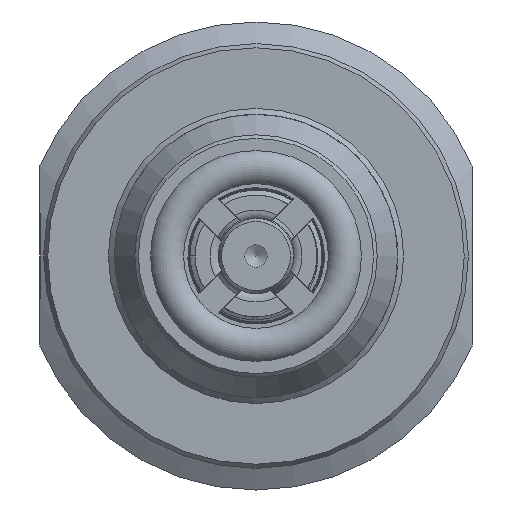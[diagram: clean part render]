
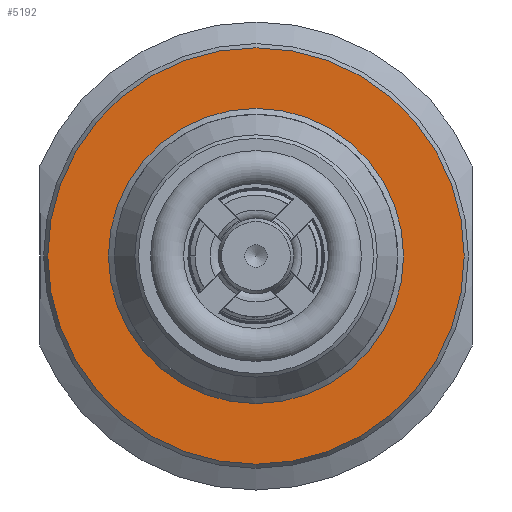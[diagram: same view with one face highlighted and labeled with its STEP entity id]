
A CAD part, left-side view. The second image highlights one B-rep face of the part: STEP entity #5192.
In plain terms, the highlighted planar face has unit normal (-1, 0, 0).
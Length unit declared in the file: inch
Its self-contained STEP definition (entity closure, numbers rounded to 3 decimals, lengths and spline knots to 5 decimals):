
#1157=PLANE('',#5555);
#1249=FACE_BOUND('',#1859,.T.);
#1530=FACE_OUTER_BOUND('',#1858,.T.);
#1858=EDGE_LOOP('',(#4720));
#1859=EDGE_LOOP('',(#4721));
#2077=CIRCLE('',#5556,0.57836);
#2078=CIRCLE('',#5557,0.41);
#2577=VERTEX_POINT('',#11260);
#2578=VERTEX_POINT('',#11262);
#3308=EDGE_CURVE('',#2577,#2577,#2077,.T.);
#3309=EDGE_CURVE('',#2578,#2578,#2078,.T.);
#4720=ORIENTED_EDGE('',*,*,#3308,.F.);
#4721=ORIENTED_EDGE('',*,*,#3309,.F.);
#5192=ADVANCED_FACE('',(#1530,#1249),#1157,.T.);
#5555=AXIS2_PLACEMENT_3D('',#11259,#6393,#6394);
#5556=AXIS2_PLACEMENT_3D('',#11261,#6395,#6396);
#5557=AXIS2_PLACEMENT_3D('',#11263,#6397,#6398);
#6393=DIRECTION('center_axis',(-1.,0.,0.));
#6394=DIRECTION('ref_axis',(0.,0.,1.));
#6395=DIRECTION('center_axis',(1.,0.,0.));
#6396=DIRECTION('ref_axis',(0.,1.,0.));
#6397=DIRECTION('center_axis',(-1.,0.,0.));
#6398=DIRECTION('ref_axis',(0.,1.,0.));
#11259=CARTESIAN_POINT('Origin',(-0.362,0.28918,0.));
#11260=CARTESIAN_POINT('',(-0.362,0.57836,0.));
#11261=CARTESIAN_POINT('Origin',(-0.362,0.,0.));
#11262=CARTESIAN_POINT('',(-0.362,-0.41,0.));
#11263=CARTESIAN_POINT('Origin',(-0.362,0.,0.));
